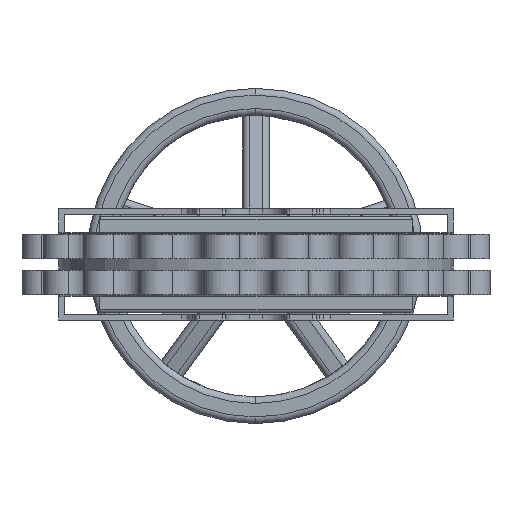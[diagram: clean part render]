
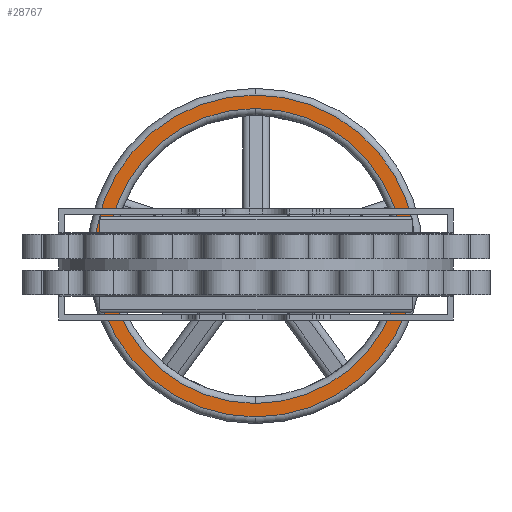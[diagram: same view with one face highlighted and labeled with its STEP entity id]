
A CAD part, front view. The second image highlights one B-rep face of the part: STEP entity #28767.
In plain terms, the highlighted planar face has unit normal (0, -1, 0).
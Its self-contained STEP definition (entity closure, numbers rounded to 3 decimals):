
#1156 = AXIS2_PLACEMENT_3D ( 'NONE', #54146, #42943, #36790 ) ;
#3513 = AXIS2_PLACEMENT_3D ( 'NONE', #18755, #57900, #35625 ) ;
#5134 = CARTESIAN_POINT ( 'NONE',  ( -1.156, 1275., 4. ) ) ;
#6775 = ORIENTED_EDGE ( 'NONE', *, *, #36043, .T. ) ;
#10021 = EDGE_CURVE ( 'NONE', #29413, #19499, #12649, .T. ) ;
#12649 = CIRCLE ( 'NONE', #42143, 220. ) ;
#13849 = CARTESIAN_POINT ( 'NONE',  ( -1.156, 1275., 224. ) ) ;
#14595 = CARTESIAN_POINT ( 'NONE',  ( -1.156, 1275., 4. ) ) ;
#17356 = EDGE_CURVE ( 'NONE', #19499, #29413, #50808, .T. ) ;
#18028 = VERTEX_POINT ( 'NONE', #45662 ) ;
#18755 = CARTESIAN_POINT ( 'NONE',  ( -1.156, 1275., 4. ) ) ;
#19499 = VERTEX_POINT ( 'NONE', #13849 ) ;
#20377 = FACE_BOUND ( 'NONE', #29387, .T. ) ;
#21153 = EDGE_CURVE ( 'NONE', #18028, #61385, #58246, .T. ) ;
#21423 = DIRECTION ( 'NONE',  ( 0., -1., 0. ) ) ;
#22262 = DIRECTION ( 'NONE',  ( 0., 0., 1. ) ) ;
#28767 = ADVANCED_FACE ( 'NONE', ( #20377, #59723 ), #41028, .F. ) ;
#29387 = EDGE_LOOP ( 'NONE', ( #55130, #62382 ) ) ;
#29413 = VERTEX_POINT ( 'NONE', #38477 ) ;
#30975 = DIRECTION ( 'NONE',  ( 0., 0., 1. ) ) ;
#35625 = DIRECTION ( 'NONE',  ( 0., 0., 1. ) ) ;
#36043 = EDGE_CURVE ( 'NONE', #61385, #18028, #50727, .T. ) ;
#36790 = DIRECTION ( 'NONE',  ( 0., 0., 1. ) ) ;
#38477 = CARTESIAN_POINT ( 'NONE',  ( -1.156, 1275., -216. ) ) ;
#38684 = EDGE_LOOP ( 'NONE', ( #6775, #51784 ) ) ;
#41028 = PLANE ( 'NONE',  #3513 ) ;
#42143 = AXIS2_PLACEMENT_3D ( 'NONE', #14595, #47901, #30975 ) ;
#42943 = DIRECTION ( 'NONE',  ( 0., 1., 0. ) ) ;
#43701 = DIRECTION ( 'NONE',  ( 0., 0., 1. ) ) ;
#45662 = CARTESIAN_POINT ( 'NONE',  ( -1.156, 1275., -236. ) ) ;
#47901 = DIRECTION ( 'NONE',  ( 0., 1., 0. ) ) ;
#49646 = AXIS2_PLACEMENT_3D ( 'NONE', #5134, #72596, #22262 ) ;
#50727 = CIRCLE ( 'NONE', #63212, 240. ) ;
#50808 = CIRCLE ( 'NONE', #1156, 220. ) ;
#51381 = CARTESIAN_POINT ( 'NONE',  ( -1.156, 1275., 244. ) ) ;
#51784 = ORIENTED_EDGE ( 'NONE', *, *, #21153, .T. ) ;
#54146 = CARTESIAN_POINT ( 'NONE',  ( -1.156, 1275., 4. ) ) ;
#55130 = ORIENTED_EDGE ( 'NONE', *, *, #17356, .T. ) ;
#57900 = DIRECTION ( 'NONE',  ( 0., 1., 0. ) ) ;
#58246 = CIRCLE ( 'NONE', #49646, 240. ) ;
#59723 = FACE_OUTER_BOUND ( 'NONE', #38684, .T. ) ;
#60519 = CARTESIAN_POINT ( 'NONE',  ( -1.156, 1275., 4. ) ) ;
#61385 = VERTEX_POINT ( 'NONE', #51381 ) ;
#62382 = ORIENTED_EDGE ( 'NONE', *, *, #10021, .T. ) ;
#63212 = AXIS2_PLACEMENT_3D ( 'NONE', #60519, #21423, #43701 ) ;
#72596 = DIRECTION ( 'NONE',  ( 0., -1., 0. ) ) ;
